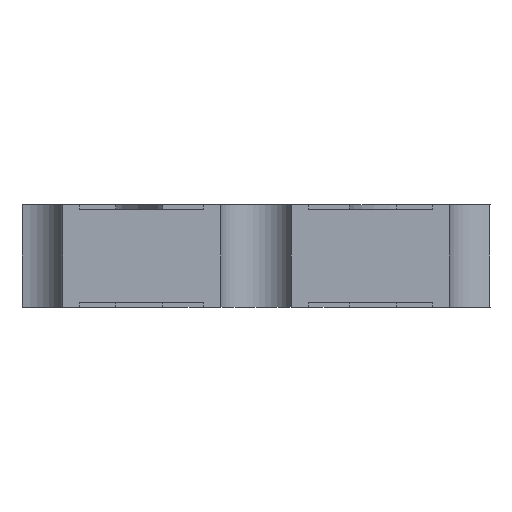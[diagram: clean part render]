
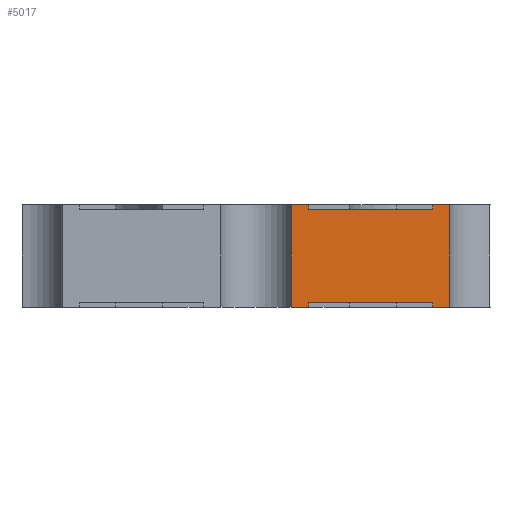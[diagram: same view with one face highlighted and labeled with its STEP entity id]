
A CAD part, left-side view. The second image highlights one B-rep face of the part: STEP entity #5017.
In plain terms, the highlighted planar face has unit normal (-1, 0, 0).
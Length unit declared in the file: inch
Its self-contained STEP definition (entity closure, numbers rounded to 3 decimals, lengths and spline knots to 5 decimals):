
#151 = CARTESIAN_POINT ( 'NONE',  ( -0.125, 0., 0.044 ) ) ;
#268 = EDGE_CURVE ( 'NONE', #9114, #357, #2166, .T. ) ;
#299 = LINE ( 'NONE', #4820, #1049 ) ;
#357 = VERTEX_POINT ( 'NONE', #6469 ) ;
#470 = LINE ( 'NONE', #4993, #6835 ) ;
#1049 = VECTOR ( 'NONE', #4680, 39.37008 ) ;
#1261 = LINE ( 'NONE', #13502, #6098 ) ;
#1381 = DIRECTION ( 'NONE',  ( 0., 1., 0. ) ) ;
#1647 = CARTESIAN_POINT ( 'NONE',  ( -0.125, -0.08266, 0. ) ) ;
#1840 = CARTESIAN_POINT ( 'NONE',  ( -0.125, -0.01497, 0.044 ) ) ;
#1854 = ORIENTED_EDGE ( 'NONE', *, *, #7230, .T. ) ;
#2166 = LINE ( 'NONE', #5581, #9629 ) ;
#2437 = LINE ( 'NONE', #8115, #14213 ) ;
#2479 = CARTESIAN_POINT ( 'NONE',  ( -0.125, -0.0225, 0.042 ) ) ;
#2820 = EDGE_CURVE ( 'NONE', #11494, #9413, #6017, .T. ) ;
#2832 = VERTEX_POINT ( 'NONE', #4928 ) ;
#3321 = CARTESIAN_POINT ( 'NONE',  ( -0.125, -0.08266, 0.002 ) ) ;
#3328 = CARTESIAN_POINT ( 'NONE',  ( -0.125, -0.0225, 0.044 ) ) ;
#3385 = VERTEX_POINT ( 'NONE', #1840 ) ;
#3438 = CARTESIAN_POINT ( 'NONE',  ( -0.125, -0.0225, 0. ) ) ;
#3621 = DIRECTION ( 'NONE',  ( 0., 0., -1. ) ) ;
#3937 = EDGE_CURVE ( 'NONE', #10694, #8667, #470, .T. ) ;
#3954 = CARTESIAN_POINT ( 'NONE',  ( -0.125, -0.0755, 0. ) ) ;
#4116 = CARTESIAN_POINT ( 'NONE',  ( -0.125, -0.0755, 0.044 ) ) ;
#4123 = ORIENTED_EDGE ( 'NONE', *, *, #9134, .T. ) ;
#4306 = CARTESIAN_POINT ( 'NONE',  ( -0.125, -0.0225, 0.042 ) ) ;
#4445 = VECTOR ( 'NONE', #3621, 39.37008 ) ;
#4680 = DIRECTION ( 'NONE',  ( 0., -1., 0. ) ) ;
#4820 = CARTESIAN_POINT ( 'NONE',  ( -0.125, -0.08266, 0. ) ) ;
#4844 = DIRECTION ( 'NONE',  ( 0., 1., 0. ) ) ;
#4927 = LINE ( 'NONE', #5000, #4445 ) ;
#4928 = CARTESIAN_POINT ( 'NONE',  ( -0.125, -0.0755, 0.042 ) ) ;
#4993 = CARTESIAN_POINT ( 'NONE',  ( -0.125, 0., 0.044 ) ) ;
#5000 = CARTESIAN_POINT ( 'NONE',  ( -0.125, -0.08266, 0.002 ) ) ;
#5017 = ADVANCED_FACE ( 'NONE', ( #6813 ), #5714, .F. ) ;
#5378 = CARTESIAN_POINT ( 'NONE',  ( -0.125, -0.0755, 0.002 ) ) ;
#5449 = LINE ( 'NONE', #5378, #10427 ) ;
#5581 = CARTESIAN_POINT ( 'NONE',  ( -0.125, 0.104, 0.002 ) ) ;
#5691 = LINE ( 'NONE', #151, #13465 ) ;
#5714 = PLANE ( 'NONE',  #12807 ) ;
#5715 = EDGE_CURVE ( 'NONE', #357, #9413, #8085, .T. ) ;
#6017 = LINE ( 'NONE', #1647, #8194 ) ;
#6098 = VECTOR ( 'NONE', #10153, 39.37008 ) ;
#6469 = CARTESIAN_POINT ( 'NONE',  ( -0.125, -0.0225, 0.002 ) ) ;
#6700 = DIRECTION ( 'NONE',  ( 0., 0., 1. ) ) ;
#6728 = EDGE_CURVE ( 'NONE', #12036, #3385, #5691, .T. ) ;
#6767 = VERTEX_POINT ( 'NONE', #2479 ) ;
#6813 = FACE_OUTER_BOUND ( 'NONE', #12522, .T. ) ;
#6835 = VECTOR ( 'NONE', #4844, 39.37008 ) ;
#7024 = DIRECTION ( 'NONE',  ( 0., 1., 0. ) ) ;
#7230 = EDGE_CURVE ( 'NONE', #9114, #11735, #5449, .T. ) ;
#7679 = ORIENTED_EDGE ( 'NONE', *, *, #5715, .F. ) ;
#7750 = ORIENTED_EDGE ( 'NONE', *, *, #14060, .T. ) ;
#8085 = LINE ( 'NONE', #10267, #12236 ) ;
#8115 = CARTESIAN_POINT ( 'NONE',  ( -0.125, 0.104, 0.042 ) ) ;
#8194 = VECTOR ( 'NONE', #10463, 39.37008 ) ;
#8667 = VERTEX_POINT ( 'NONE', #4116 ) ;
#8878 = ORIENTED_EDGE ( 'NONE', *, *, #2820, .T. ) ;
#9113 = VECTOR ( 'NONE', #11929, 39.37008 ) ;
#9114 = VERTEX_POINT ( 'NONE', #10971 ) ;
#9134 = EDGE_CURVE ( 'NONE', #3385, #11494, #14372, .T. ) ;
#9255 = EDGE_CURVE ( 'NONE', #2832, #8667, #1261, .T. ) ;
#9413 = VERTEX_POINT ( 'NONE', #3438 ) ;
#9629 = VECTOR ( 'NONE', #12086, 39.37008 ) ;
#10153 = DIRECTION ( 'NONE',  ( 0., 0., 1. ) ) ;
#10267 = CARTESIAN_POINT ( 'NONE',  ( -0.125, -0.0225, 0.002 ) ) ;
#10345 = VECTOR ( 'NONE', #6700, 39.37008 ) ;
#10427 = VECTOR ( 'NONE', #14045, 39.37008 ) ;
#10463 = DIRECTION ( 'NONE',  ( 0., -1., 0. ) ) ;
#10694 = VERTEX_POINT ( 'NONE', #12042 ) ;
#10971 = CARTESIAN_POINT ( 'NONE',  ( -0.125, -0.0755, 0.002 ) ) ;
#11183 = DIRECTION ( 'NONE',  ( 1., 0., 0. ) ) ;
#11212 = EDGE_CURVE ( 'NONE', #10694, #13958, #4927, .T. ) ;
#11424 = ORIENTED_EDGE ( 'NONE', *, *, #3937, .T. ) ;
#11494 = VERTEX_POINT ( 'NONE', #13718 ) ;
#11554 = EDGE_CURVE ( 'NONE', #2832, #6767, #2437, .T. ) ;
#11711 = CARTESIAN_POINT ( 'NONE',  ( -0.125, -0.08266, 0. ) ) ;
#11735 = VERTEX_POINT ( 'NONE', #3954 ) ;
#11929 = DIRECTION ( 'NONE',  ( 0., 0., -1. ) ) ;
#12036 = VERTEX_POINT ( 'NONE', #3328 ) ;
#12042 = CARTESIAN_POINT ( 'NONE',  ( -0.125, -0.08266, 0.044 ) ) ;
#12086 = DIRECTION ( 'NONE',  ( 0., 1., 0. ) ) ;
#12183 = ORIENTED_EDGE ( 'NONE', *, *, #11212, .F. ) ;
#12236 = VECTOR ( 'NONE', #13622, 39.37008 ) ;
#12284 = DIRECTION ( 'NONE',  ( 0., 0., -1. ) ) ;
#12522 = EDGE_LOOP ( 'NONE', ( #1854, #7750, #12183, #11424, #13463, #13472, #12777, #13447, #4123, #8878, #7679, #13516 ) ) ;
#12712 = EDGE_CURVE ( 'NONE', #6767, #12036, #13402, .T. ) ;
#12777 = ORIENTED_EDGE ( 'NONE', *, *, #12712, .T. ) ;
#12807 = AXIS2_PLACEMENT_3D ( 'NONE', #3321, #11183, #12284 ) ;
#13219 = CARTESIAN_POINT ( 'NONE',  ( -0.125, -0.01497, 0.002 ) ) ;
#13402 = LINE ( 'NONE', #4306, #10345 ) ;
#13447 = ORIENTED_EDGE ( 'NONE', *, *, #6728, .T. ) ;
#13463 = ORIENTED_EDGE ( 'NONE', *, *, #9255, .F. ) ;
#13465 = VECTOR ( 'NONE', #1381, 39.37008 ) ;
#13472 = ORIENTED_EDGE ( 'NONE', *, *, #11554, .T. ) ;
#13502 = CARTESIAN_POINT ( 'NONE',  ( -0.125, -0.0755, 0.042 ) ) ;
#13516 = ORIENTED_EDGE ( 'NONE', *, *, #268, .F. ) ;
#13622 = DIRECTION ( 'NONE',  ( 0., 0., -1. ) ) ;
#13718 = CARTESIAN_POINT ( 'NONE',  ( -0.125, -0.01497, 0. ) ) ;
#13958 = VERTEX_POINT ( 'NONE', #11711 ) ;
#14045 = DIRECTION ( 'NONE',  ( 0., 0., -1. ) ) ;
#14060 = EDGE_CURVE ( 'NONE', #11735, #13958, #299, .T. ) ;
#14213 = VECTOR ( 'NONE', #7024, 39.37008 ) ;
#14372 = LINE ( 'NONE', #13219, #9113 ) ;
